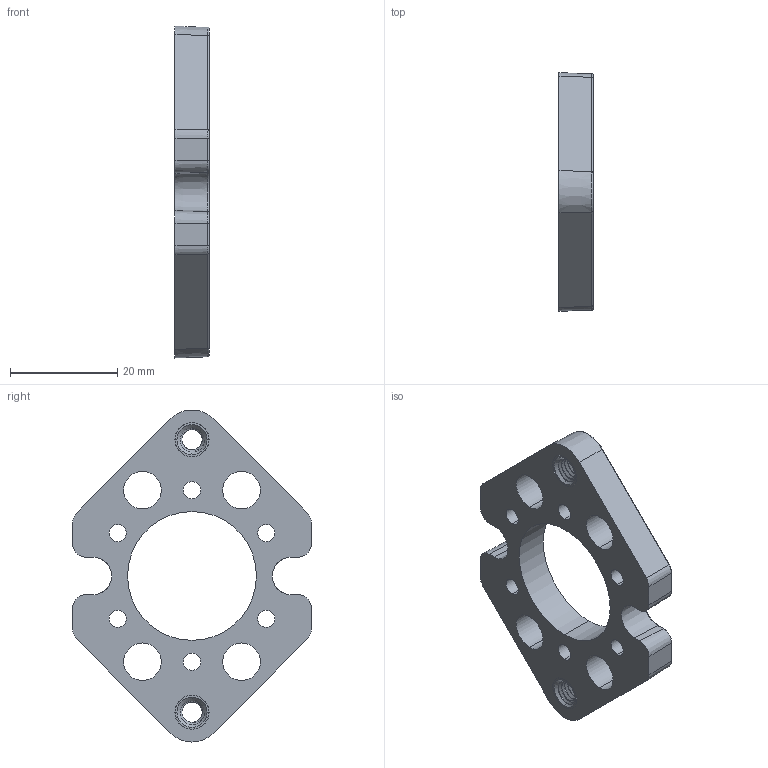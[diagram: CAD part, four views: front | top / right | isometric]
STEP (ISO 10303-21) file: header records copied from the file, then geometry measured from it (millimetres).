
FILE_DESCRIPTION (( 'STEP AP203' ), '1' );
FILE_NAME ('REV-21-2046.STEP', '2022-04-15T00:19:33', ( '' ), ( '' ), 'SwSTEP 2.0', 'SolidWorks 2022', '' );
FILE_SCHEMA (( 'CONFIG_CONTROL_DESIGN' ));
Length unit declared in the file: inch
Products named in the file (1): REV-21-2046
Bounding box: 6.35 x 44.45 x 61.89 mm (x, y, z)
Volume: 5186 mm3; surface area: 7600 mm2
Topology: 3 solids, 3 shells, 1146 faces, 2919 edges, 1813 vertices
Faces by surface type: cone 395, torus 361, cylinder 220, bspline 102, plane 68
Entity records: 51014 total; most frequent: CARTESIAN_POINT 24075, DIRECTION 5939, ORIENTED_EDGE 5838, EDGE_CURVE 2919, AXIS2_PLACEMENT_3D 2765, VERTEX_POINT 1813, CIRCLE 1720, EDGE_LOOP 1210
